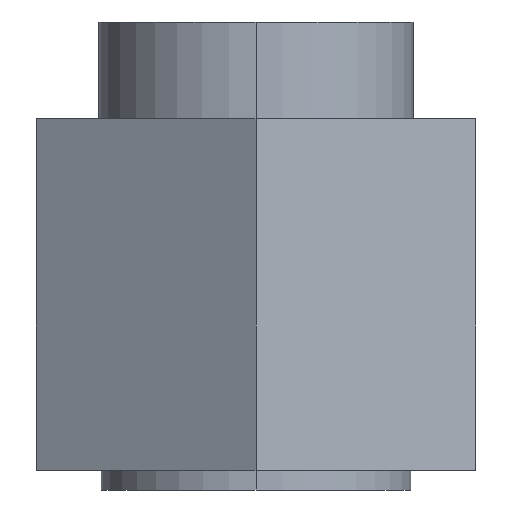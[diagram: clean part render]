
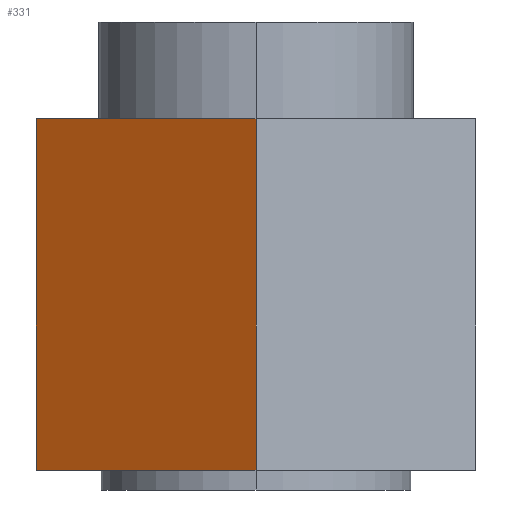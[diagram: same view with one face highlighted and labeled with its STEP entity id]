
A CAD part, left-side view. The second image highlights one B-rep face of the part: STEP entity #331.
In plain terms, the highlighted planar face has unit normal (-0.866, 0.5, 0).
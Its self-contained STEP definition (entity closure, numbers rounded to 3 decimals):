
#50 = VERTEX_POINT ( 'NONE', #87 ) ;
#51 = VERTEX_POINT ( 'NONE', #93 ) ;
#58 = CARTESIAN_POINT ( 'NONE',  ( -2.887, 5., 8. ) ) ;
#77 = VERTEX_POINT ( 'NONE', #86 ) ;
#82 = VERTEX_POINT ( 'NONE', #58 ) ;
#86 = CARTESIAN_POINT ( 'NONE',  ( -5.774, 0., 0. ) ) ;
#87 = CARTESIAN_POINT ( 'NONE',  ( -2.887, 5., 0. ) ) ;
#93 = CARTESIAN_POINT ( 'NONE',  ( -5.774, 0., 8. ) ) ;
#117 = CARTESIAN_POINT ( 'NONE',  ( -2.887, 5., 0. ) ) ;
#123 = DIRECTION ( 'NONE',  ( -0.5, -0.866, 0. ) ) ;
#168 = CARTESIAN_POINT ( 'NONE',  ( -2.887, 5., 8. ) ) ;
#169 = DIRECTION ( 'NONE',  ( -0.5, -0.866, 0. ) ) ;
#171 = CARTESIAN_POINT ( 'NONE',  ( -2.887, 5., 8. ) ) ;
#172 = DIRECTION ( 'NONE',  ( 0., 0., -1. ) ) ;
#174 = CARTESIAN_POINT ( 'NONE',  ( -5.774, 0., 8. ) ) ;
#181 = DIRECTION ( 'NONE',  ( 0., 0., -1. ) ) ;
#205 = DIRECTION ( 'NONE',  ( 0.866, -0.5, 0. ) ) ;
#220 = PLANE ( 'NONE',  #262 ) ;
#227 = CARTESIAN_POINT ( 'NONE',  ( -2.887, 5., 8. ) ) ;
#228 = DIRECTION ( 'NONE',  ( 0.5, 0.866, 0. ) ) ;
#262 = AXIS2_PLACEMENT_3D ( 'NONE', #227, #205, #228 ) ;
#270 = EDGE_CURVE ( 'NONE', #50, #77, #415, .T. ) ;
#299 = EDGE_CURVE ( 'NONE', #51, #77, #494, .T. ) ;
#303 = EDGE_CURVE ( 'NONE', #82, #51, #480, .T. ) ;
#305 = EDGE_CURVE ( 'NONE', #82, #50, #470, .T. ) ;
#331 = ADVANCED_FACE ( 'NONE', ( #483 ), #220, .F. ) ;
#347 = ORIENTED_EDGE ( 'NONE', *, *, #305, .T. ) ;
#350 = ORIENTED_EDGE ( 'NONE', *, *, #270, .T. ) ;
#354 = ORIENTED_EDGE ( 'NONE', *, *, #299, .F. ) ;
#363 = ORIENTED_EDGE ( 'NONE', *, *, #303, .F. ) ;
#405 = VECTOR ( 'NONE', #123, 1000. ) ;
#415 = LINE ( 'NONE', #117, #405 ) ;
#469 = VECTOR ( 'NONE', #172, 1000. ) ;
#470 = LINE ( 'NONE', #171, #469 ) ;
#480 = LINE ( 'NONE', #168, #486 ) ;
#483 = FACE_OUTER_BOUND ( 'NONE', #530, .T. ) ;
#486 = VECTOR ( 'NONE', #169, 1000. ) ;
#489 = VECTOR ( 'NONE', #181, 1000. ) ;
#494 = LINE ( 'NONE', #174, #489 ) ;
#530 = EDGE_LOOP ( 'NONE', ( #350, #354, #363, #347 ) ) ;
